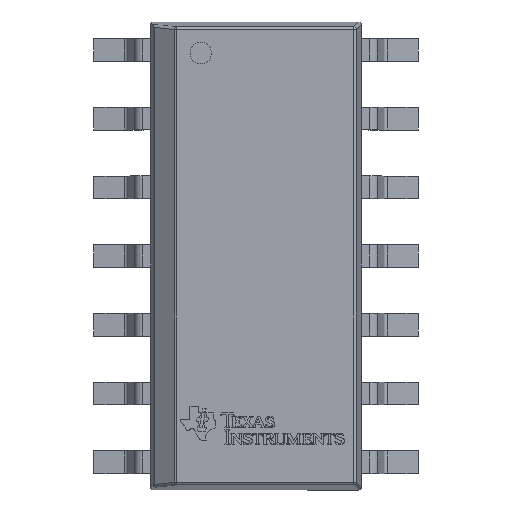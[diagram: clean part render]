
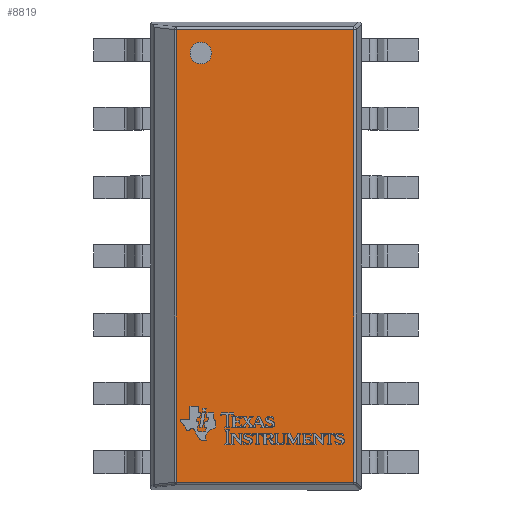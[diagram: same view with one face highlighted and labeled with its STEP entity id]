
A CAD part, top view. The second image highlights one B-rep face of the part: STEP entity #8819.
In plain terms, the highlighted planar face has unit normal (0, 0, 1).
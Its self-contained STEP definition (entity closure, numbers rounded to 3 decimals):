
#646=PLANE('',#9529);
#1022=FACE_OUTER_BOUND('',#1519,.T.);
#1519=EDGE_LOOP('',(#6246,#6247,#6248,#6249));
#1997=LINE('',#11755,#2927);
#2017=LINE('',#11834,#2947);
#2019=LINE('',#11837,#2949);
#2023=LINE('',#11843,#2953);
#2927=VECTOR('',#9968,10.);
#2947=VECTOR('',#10060,10.);
#2949=VECTOR('',#10064,10.);
#2953=VECTOR('',#10072,10.);
#3884=VERTEX_POINT('',#11683);
#3910=VERTEX_POINT('',#11745);
#3913=VERTEX_POINT('',#11758);
#3922=VERTEX_POINT('',#11791);
#4798=EDGE_CURVE('',#3884,#3910,#1997,.T.);
#4839=EDGE_CURVE('',#3910,#3922,#2017,.T.);
#4841=EDGE_CURVE('',#3922,#3913,#2019,.T.);
#4845=EDGE_CURVE('',#3913,#3884,#2023,.T.);
#6246=ORIENTED_EDGE('',*,*,#4798,.F.);
#6247=ORIENTED_EDGE('',*,*,#4845,.F.);
#6248=ORIENTED_EDGE('',*,*,#4841,.F.);
#6249=ORIENTED_EDGE('',*,*,#4839,.F.);
#8819=ADVANCED_FACE('',(#1022),#646,.T.);
#9529=AXIS2_PLACEMENT_3D('',#11866,#10101,#10102);
#9968=DIRECTION('',(0.,1.,0.));
#10060=DIRECTION('',(1.,0.,0.));
#10064=DIRECTION('',(0.,-1.,0.));
#10072=DIRECTION('',(-1.,0.,0.));
#10101=DIRECTION('center_axis',(0.,0.,1.));
#10102=DIRECTION('ref_axis',(1.,0.,0.));
#11683=CARTESIAN_POINT('',(-4.182,-1.474,1.5));
#11745=CARTESIAN_POINT('',(-4.182,1.807,1.5));
#11755=CARTESIAN_POINT('',(-4.182,0.487,1.5));
#11758=CARTESIAN_POINT('',(4.182,-1.474,1.5));
#11791=CARTESIAN_POINT('',(4.182,1.807,1.5));
#11834=CARTESIAN_POINT('',(1.081,1.807,1.5));
#11837=CARTESIAN_POINT('',(4.182,-0.487,1.5));
#11843=CARTESIAN_POINT('',(-0.541,-1.474,1.5));
#11866=CARTESIAN_POINT('Origin',(0.,0.,
1.5));
